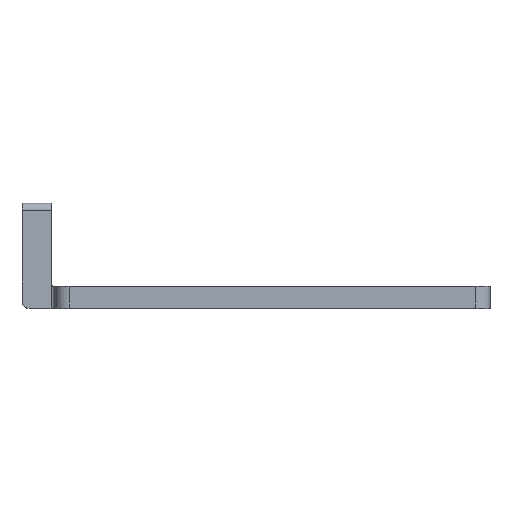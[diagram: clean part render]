
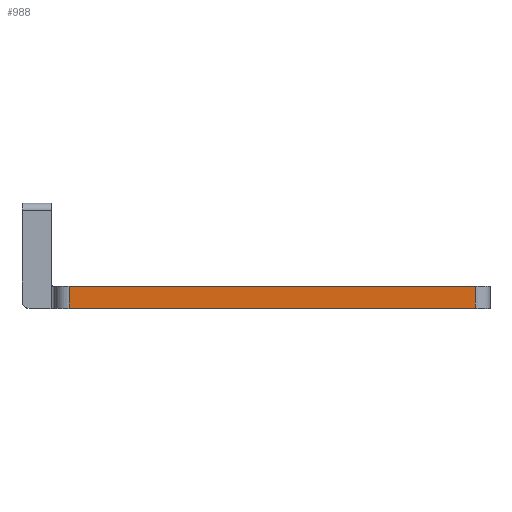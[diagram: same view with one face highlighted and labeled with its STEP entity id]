
A CAD part, top view. The second image highlights one B-rep face of the part: STEP entity #988.
In plain terms, the highlighted planar face has unit normal (0, 0, 1).
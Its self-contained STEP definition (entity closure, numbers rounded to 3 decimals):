
#122 = VERTEX_POINT ( 'NONE', #1242 ) ;
#123 = DIRECTION ( 'NONE',  ( 0., -1., 0. ) ) ;
#126 = EDGE_CURVE ( 'NONE', #1771, #122, #143, .T. ) ;
#128 = DIRECTION ( 'NONE',  ( 1., 0., 0. ) ) ;
#132 = FACE_OUTER_BOUND ( 'NONE', #1748, .T. ) ;
#143 = LINE ( 'NONE', #2292, #918 ) ;
#285 = ORIENTED_EDGE ( 'NONE', *, *, #329, .T. ) ;
#329 = EDGE_CURVE ( 'NONE', #899, #445, #2115, .T. ) ;
#407 = VECTOR ( 'NONE', #1260, 1000. ) ;
#428 = VECTOR ( 'NONE', #888, 1000. ) ;
#445 = VERTEX_POINT ( 'NONE', #2779 ) ;
#562 = VECTOR ( 'NONE', #123, 1000. ) ;
#821 = ORIENTED_EDGE ( 'NONE', *, *, #1433, .T. ) ;
#879 = CARTESIAN_POINT ( 'NONE',  ( -30., 0., 25. ) ) ;
#888 = DIRECTION ( 'NONE',  ( 0., 1., 0. ) ) ;
#899 = VERTEX_POINT ( 'NONE', #2636 ) ;
#918 = VECTOR ( 'NONE', #128, 1000. ) ;
#988 = ADVANCED_FACE ( 'NONE', ( #132 ), #1853, .F. ) ;
#1200 = CARTESIAN_POINT ( 'NONE',  ( -28., 3., 25. ) ) ;
#1242 = CARTESIAN_POINT ( 'NONE',  ( 28., 3., 25. ) ) ;
#1260 = DIRECTION ( 'NONE',  ( 1., 0., 0. ) ) ;
#1424 = LINE ( 'NONE', #1200, #562 ) ;
#1433 = EDGE_CURVE ( 'NONE', #1771, #899, #1424, .T. ) ;
#1506 = CARTESIAN_POINT ( 'NONE',  ( 28., 3., 25. ) ) ;
#1530 = EDGE_CURVE ( 'NONE', #445, #122, #2163, .T. ) ;
#1605 = AXIS2_PLACEMENT_3D ( 'NONE', #2245, #2033, #1837 ) ;
#1748 = EDGE_LOOP ( 'NONE', ( #285, #2621, #2117, #821 ) ) ;
#1771 = VERTEX_POINT ( 'NONE', #2089 ) ;
#1837 = DIRECTION ( 'NONE',  ( -1., 0., 0. ) ) ;
#1853 = PLANE ( 'NONE',  #1605 ) ;
#2033 = DIRECTION ( 'NONE',  ( 0., 0., -1. ) ) ;
#2089 = CARTESIAN_POINT ( 'NONE',  ( -28., 3., 25. ) ) ;
#2115 = LINE ( 'NONE', #879, #407 ) ;
#2117 = ORIENTED_EDGE ( 'NONE', *, *, #126, .F. ) ;
#2163 = LINE ( 'NONE', #1506, #428 ) ;
#2245 = CARTESIAN_POINT ( 'NONE',  ( -30., 3., 25. ) ) ;
#2292 = CARTESIAN_POINT ( 'NONE',  ( -30., 3., 25. ) ) ;
#2621 = ORIENTED_EDGE ( 'NONE', *, *, #1530, .T. ) ;
#2636 = CARTESIAN_POINT ( 'NONE',  ( -28., 0., 25. ) ) ;
#2779 = CARTESIAN_POINT ( 'NONE',  ( 28., 0., 25. ) ) ;
